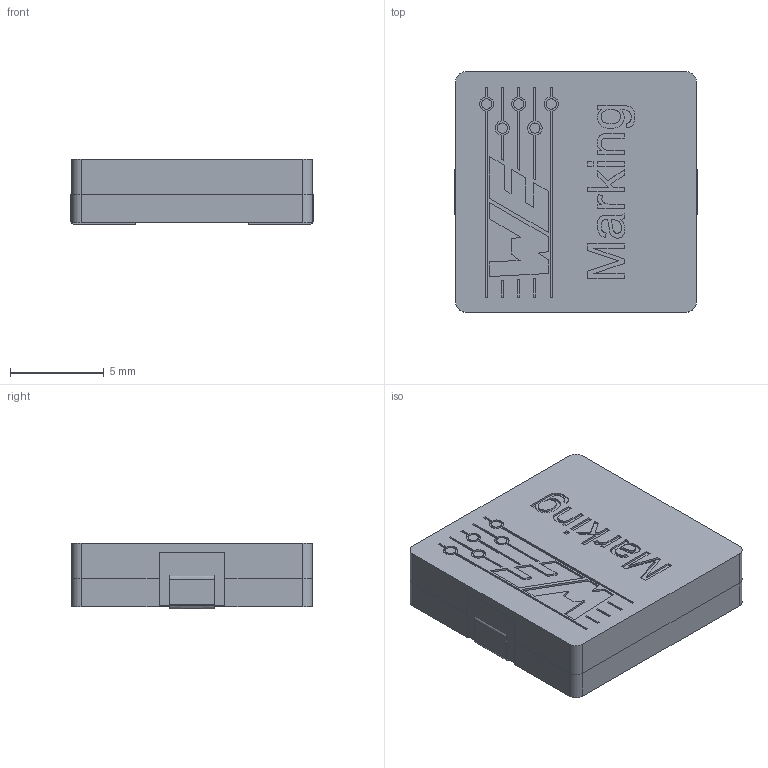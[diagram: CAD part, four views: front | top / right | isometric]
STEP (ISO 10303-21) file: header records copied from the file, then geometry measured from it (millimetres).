
FILE_DESCRIPTION(/* description */ ('Unknown'),/* implementation_level */ '2;1');
FILE_NAME(/* name */ 'L_Wurth_WE-HCI_1335',/* time_stamp */ '2022-03-08T10:13:43+08:00',/* author */ ('Unknown'),/* organization */ ('Unknown'),/* preprocessor_version */ 'ST-DEVELOPER v16.7',/* originating_system */ 'Solid Edge',/* authorisation */ 'Unknown');
FILE_SCHEMA (('AUTOMOTIVE_DESIGN {1 0 10303 214 3 1 1}'));
Length unit declared in the file: millimetre
Products named in the file (2): L_Wurth_WE-HCI_1335
Assembly tree (1 placements, depth 2):
  L_Wurth_WE-HCI_1335
    L_Wurth_WE-HCI_1335
Bounding box: 12.9 x 12.8 x 3.5 mm (x, y, z)
Volume: 519.2 mm3; surface area: 1699.2 mm2
Topology: 5 solids, 5 shells, 269 faces, 691 edges, 458 vertices
Faces by surface type: plane 207, cylinder 39, bspline 23
Full cylindrical faces by diameter (mm): 0.545 x5, 4.8 x1
Entity records: 10728 total; most frequent: CARTESIAN_POINT 2903, ORIENTED_EDGE 1368, DIRECTION 1207, EDGE_CURVE 684, LINE 563, VECTOR 563, VERTEX_POINT 458, AXIS2_PLACEMENT_3D 322
